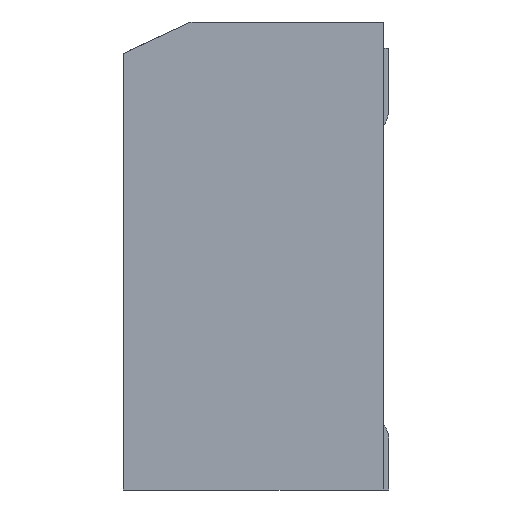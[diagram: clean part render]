
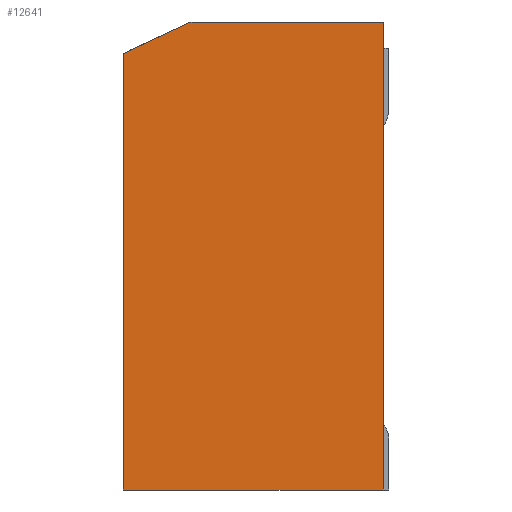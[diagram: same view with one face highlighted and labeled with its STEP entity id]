
A CAD part, left-side view. The second image highlights one B-rep face of the part: STEP entity #12641.
In plain terms, the highlighted planar face has unit normal (-1, 0, 0).
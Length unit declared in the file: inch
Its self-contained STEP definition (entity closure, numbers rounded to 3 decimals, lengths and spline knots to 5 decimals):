
#1729 = CARTESIAN_POINT ( 'NONE',  ( 0., 0.19685, -0.35433 ) ) ;
#2634 = EDGE_LOOP ( 'NONE', ( #31192, #7617, #33748, #40748, #8055 ) ) ;
#3405 = VERTEX_POINT ( 'NONE', #40342 ) ;
#4716 = EDGE_CURVE ( 'NONE', #3405, #13254, #8018, .T. ) ;
#5233 = VERTEX_POINT ( 'NONE', #1729 ) ;
#5880 = VERTEX_POINT ( 'NONE', #29992 ) ;
#5902 = LINE ( 'NONE', #43473, #17388 ) ;
#7617 = ORIENTED_EDGE ( 'NONE', *, *, #4716, .F. ) ;
#8018 = LINE ( 'NONE', #12133, #23741 ) ;
#8055 = ORIENTED_EDGE ( 'NONE', *, *, #34775, .T. ) ;
#8109 = DIRECTION ( 'NONE',  ( 0., 0., -1. ) ) ;
#8622 = LINE ( 'NONE', #15933, #37671 ) ;
#8668 = LINE ( 'NONE', #29664, #44509 ) ;
#9194 = EDGE_CURVE ( 'NONE', #16455, #3405, #8622, .T. ) ;
#9603 = EDGE_CURVE ( 'NONE', #13254, #5880, #5902, .T. ) ;
#9688 = AXIS2_PLACEMENT_3D ( 'NONE', #36161, #21579, #8109 ) ;
#11108 = VECTOR ( 'NONE', #16002, 39.37008 ) ;
#12133 = CARTESIAN_POINT ( 'NONE',  ( 0., 0.09843, 0. ) ) ;
#12641 = ADVANCED_FACE ( 'NONE', ( #34171 ), #37992, .F. ) ;
#12805 = CARTESIAN_POINT ( 'NONE',  ( 0., 0., 0. ) ) ;
#13254 = VERTEX_POINT ( 'NONE', #12805 ) ;
#15115 = DIRECTION ( 'NONE',  ( 0., -1., 0. ) ) ;
#15755 = DIRECTION ( 'NONE',  ( 0., -1., 0. ) ) ;
#15933 = CARTESIAN_POINT ( 'NONE',  ( 0., 0.17126, -0.01193 ) ) ;
#16002 = DIRECTION ( 'NONE',  ( 0., 0., 1. ) ) ;
#16455 = VERTEX_POINT ( 'NONE', #27690 ) ;
#17388 = VECTOR ( 'NONE', #29862, 39.37008 ) ;
#21579 = DIRECTION ( 'NONE',  ( 1., 0., 0. ) ) ;
#22301 = DIRECTION ( 'NONE',  ( 0., -0.906, 0.423 ) ) ;
#23741 = VECTOR ( 'NONE', #15115, 39.37008 ) ;
#27690 = CARTESIAN_POINT ( 'NONE',  ( 0., 0.19685, -0.02387 ) ) ;
#29053 = CARTESIAN_POINT ( 'NONE',  ( 0., 0.19685, -0.1891 ) ) ;
#29664 = CARTESIAN_POINT ( 'NONE',  ( 0., 0.09843, -0.35433 ) ) ;
#29862 = DIRECTION ( 'NONE',  ( 0., 0., -1. ) ) ;
#29992 = CARTESIAN_POINT ( 'NONE',  ( 0., 0., -0.35433 ) ) ;
#31192 = ORIENTED_EDGE ( 'NONE', *, *, #9603, .F. ) ;
#33748 = ORIENTED_EDGE ( 'NONE', *, *, #9194, .F. ) ;
#34171 = FACE_OUTER_BOUND ( 'NONE', #2634, .T. ) ;
#34775 = EDGE_CURVE ( 'NONE', #5233, #5880, #8668, .T. ) ;
#36161 = CARTESIAN_POINT ( 'NONE',  ( 0., 0.09843, -0.17717 ) ) ;
#37671 = VECTOR ( 'NONE', #22301, 39.37008 ) ;
#37992 = PLANE ( 'NONE',  #9688 ) ;
#40337 = LINE ( 'NONE', #29053, #11108 ) ;
#40342 = CARTESIAN_POINT ( 'NONE',  ( 0., 0.14567, 0. ) ) ;
#40748 = ORIENTED_EDGE ( 'NONE', *, *, #42611, .F. ) ;
#42611 = EDGE_CURVE ( 'NONE', #5233, #16455, #40337, .T. ) ;
#43473 = CARTESIAN_POINT ( 'NONE',  ( 0., 0., -0.17717 ) ) ;
#44509 = VECTOR ( 'NONE', #15755, 39.37008 ) ;
